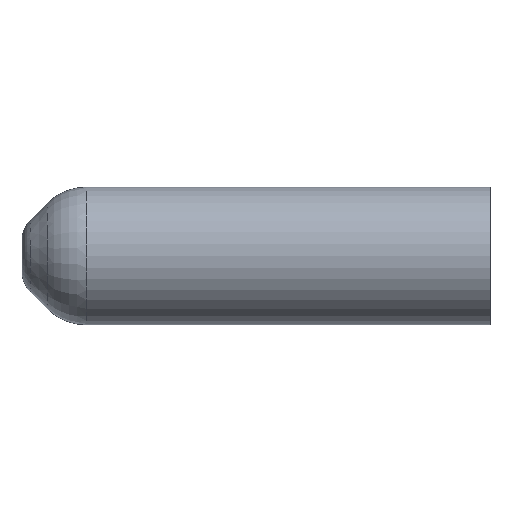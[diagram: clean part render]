
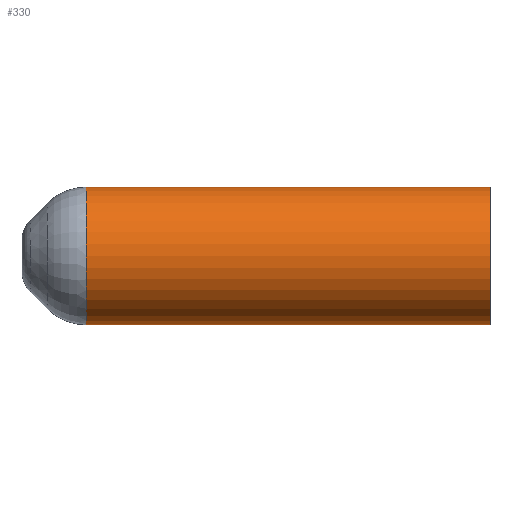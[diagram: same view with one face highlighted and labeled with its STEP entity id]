
A CAD part, top view. The second image highlights one B-rep face of the part: STEP entity #330.
In plain terms, the highlighted cylindrical face has radius 5 mm (diameter 10 mm), a partial arc.
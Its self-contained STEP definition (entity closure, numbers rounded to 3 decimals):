
#4 = CIRCLE ( 'NONE', #200, 5. ) ;
#23 = DIRECTION ( 'NONE',  ( 0., -1., 0. ) ) ;
#43 = CARTESIAN_POINT ( 'NONE',  ( -29.343, 0., 0. ) ) ;
#61 = VERTEX_POINT ( 'NONE', #503 ) ;
#65 = AXIS2_PLACEMENT_3D ( 'NONE', #542, #548, #318 ) ;
#116 = FACE_OUTER_BOUND ( 'NONE', #374, .T. ) ;
#129 = VECTOR ( 'NONE', #143, 1000. ) ;
#143 = DIRECTION ( 'NONE',  ( -1., 0., 0. ) ) ;
#146 = CARTESIAN_POINT ( 'NONE',  ( -29.343, 5., 0. ) ) ;
#151 = CARTESIAN_POINT ( 'NONE',  ( -43.323, -5., 0. ) ) ;
#155 = CIRCLE ( 'NONE', #358, 5. ) ;
#172 = CYLINDRICAL_SURFACE ( 'NONE', #65, 5. ) ;
#199 = VERTEX_POINT ( 'NONE', #207 ) ;
#200 = AXIS2_PLACEMENT_3D ( 'NONE', #43, #537, #23 ) ;
#204 = LINE ( 'NONE', #428, #506 ) ;
#207 = CARTESIAN_POINT ( 'NONE',  ( -29.343, -5., 0. ) ) ;
#238 = VERTEX_POINT ( 'NONE', #146 ) ;
#264 = EDGE_CURVE ( 'NONE', #199, #238, #4, .T. ) ;
#276 = LINE ( 'NONE', #151, #129 ) ;
#318 = DIRECTION ( 'NONE',  ( 0., -1., 0. ) ) ;
#330 = ADVANCED_FACE ( 'NONE', ( #116 ), #172, .T. ) ;
#358 = AXIS2_PLACEMENT_3D ( 'NONE', #453, #448, #444 ) ;
#359 = CARTESIAN_POINT ( 'NONE',  ( 0., -5., 0. ) ) ;
#374 = EDGE_LOOP ( 'NONE', ( #457, #436, #579, #500 ) ) ;
#403 = EDGE_CURVE ( 'NONE', #469, #61, #155, .T. ) ;
#421 = DIRECTION ( 'NONE',  ( -1., 0., 0. ) ) ;
#428 = CARTESIAN_POINT ( 'NONE',  ( -43.323, 5., 0. ) ) ;
#429 = EDGE_CURVE ( 'NONE', #61, #238, #204, .T. ) ;
#436 = ORIENTED_EDGE ( 'NONE', *, *, #429, .T. ) ;
#444 = DIRECTION ( 'NONE',  ( 0., -1., 0. ) ) ;
#448 = DIRECTION ( 'NONE',  ( -1., 0., 0. ) ) ;
#453 = CARTESIAN_POINT ( 'NONE',  ( 0., 0., 0. ) ) ;
#457 = ORIENTED_EDGE ( 'NONE', *, *, #403, .T. ) ;
#469 = VERTEX_POINT ( 'NONE', #359 ) ;
#500 = ORIENTED_EDGE ( 'NONE', *, *, #585, .F. ) ;
#503 = CARTESIAN_POINT ( 'NONE',  ( 0., 5., 0. ) ) ;
#506 = VECTOR ( 'NONE', #421, 1000. ) ;
#537 = DIRECTION ( 'NONE',  ( -1., 0., 0. ) ) ;
#542 = CARTESIAN_POINT ( 'NONE',  ( -43.323, 0., 0. ) ) ;
#548 = DIRECTION ( 'NONE',  ( -1., 0., 0. ) ) ;
#579 = ORIENTED_EDGE ( 'NONE', *, *, #264, .F. ) ;
#585 = EDGE_CURVE ( 'NONE', #469, #199, #276, .T. ) ;
